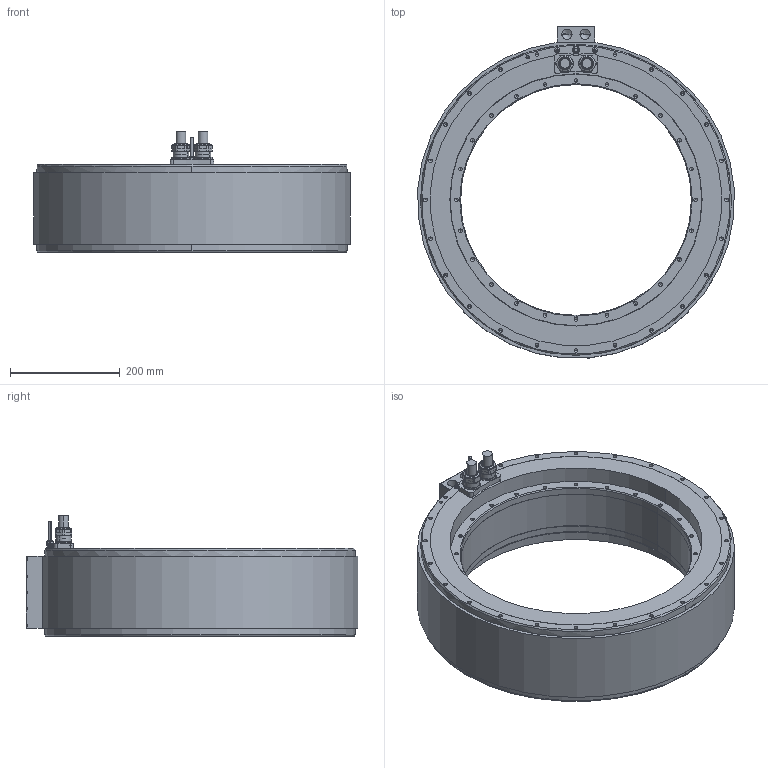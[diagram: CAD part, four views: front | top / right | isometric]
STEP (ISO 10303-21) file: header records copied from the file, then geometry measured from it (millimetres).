
FILE_DESCRIPTION((''),'2;1');
FILE_NAME('1217831-23_ASM','2018-10-23T',('CH5533'),(''),'PRO/ENGINEER BY PARAMETRIC TECHNOLOGY CORPORATION, 2014000','PRO/ENGINEER BY PARAMETRIC TECHNOLOGY CORPORATION, 2014000','');
FILE_SCHEMA(('CONFIG_CONTROL_DESIGN'));
Length unit declared in the file: millimetre
Products named in the file (3): PRT0001; PRT0002; 1217831-23_ASM
Assembly tree (2 placements, depth 2):
  1217831-23_ASM
    PRT0001
    PRT0002
Bounding box: 575.6 x 603.86 x 219.7 mm (x, y, z)
Volume: 17844052 mm3; surface area: 1138198.8 mm2
Topology: 2 solids, 28 shells, 1149 faces, 2710 edges, 1558 vertices
Faces by surface type: cylinder 481, cone 304, plane 302, torus 58, sphere 4
Entity records: 34867 total; most frequent: DIRECTION 6050, CARTESIAN_POINT 5375, ORIENTED_EDGE 4976, EDGE_CURVE 2488, AXIS2_PLACEMENT_3D 2434, VERTEX_POINT 1558, EDGE_LOOP 1362, CIRCLE 1280
